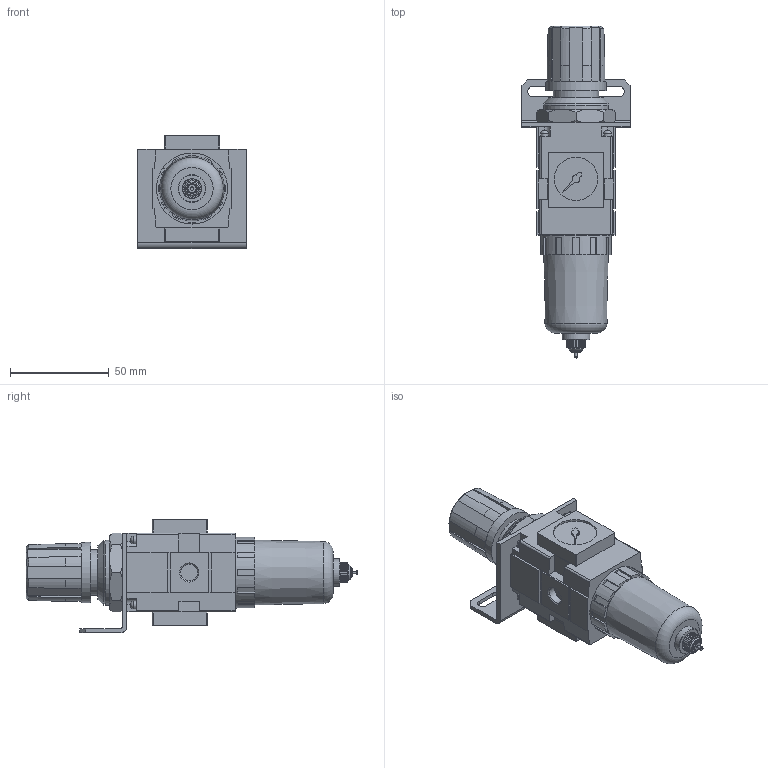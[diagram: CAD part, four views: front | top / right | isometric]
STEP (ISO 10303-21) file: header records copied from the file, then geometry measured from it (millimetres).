
FILE_DESCRIPTION(/* description */ ('STEP AP203'),/* implementation_level */ '2;1');
FILE_NAME(/* name */ 'EIW2000-012',/* time_stamp */ '2024-05-13T08:44:46+02:00',/* author */ ('License CC BY-ND 4.0'),/* organization */ ('CADENAS'),/* preprocessor_version */ 'ST-DEVELOPER v19.3',/* originating_system */ 'PARTsolutions',/* authorisation */ ' ');
FILE_SCHEMA (('CONFIG_CONTROL_DESIGN'));
Length unit declared in the file: millimetre
Products named in the file (1): EIW2000-012
Bounding box: 55 x 168.5 x 57.5 mm (x, y, z)
Volume: 178191.2 mm3; surface area: 30716.5 mm2
Topology: 1 solids, 1 shells, 392 faces, 1016 edges, 666 vertices
Faces by surface type: plane 298, cylinder 51, cone 37, torus 6
Full cylindrical faces by diameter (mm): 1.1 x1, 1.7 x1, 4 x4, 5.2 x1, 8 x1, 8.566 x2, 10 x1, 14 x1, 22 x1, 23 x1, 33 x1, 36 x1
Entity records: 14516 total; most frequent: CARTESIAN_POINT 2273, ORIENTED_EDGE 1948, DIRECTION 1893, EDGE_CURVE 974, LINE 695, VECTOR 695, VERTEX_POINT 660, AXIS2_PLACEMENT_3D 599
